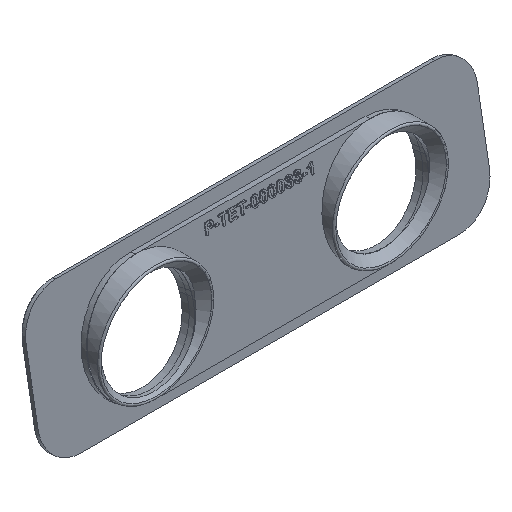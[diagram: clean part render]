
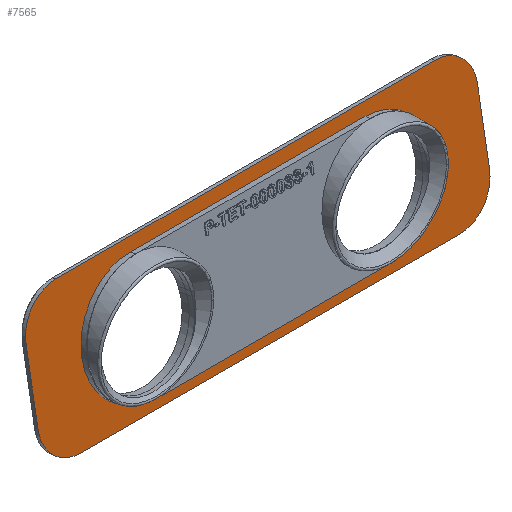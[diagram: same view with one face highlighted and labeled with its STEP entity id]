
A CAD part, isometric view. The second image highlights one B-rep face of the part: STEP entity #7565.
In plain terms, the highlighted planar face has unit normal (0, -0.985, 0.174).
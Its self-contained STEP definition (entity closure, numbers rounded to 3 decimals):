
#376=FACE_BOUND('',#1951,.T.);
#1111=PLANE('',#7717);
#1515=FACE_OUTER_BOUND('',#1950,.T.);
#1950=EDGE_LOOP('',(#7098,#7099,#7100,#7101,#7102,#7103,#7104,#7105));
#1951=EDGE_LOOP('',(#7106,#7107,#7108,#7109));
#1972=CIRCLE('',#7610,10.);
#1973=CIRCLE('',#7613,10.);
#1988=CIRCLE('',#7713,16.2);
#1989=CIRCLE('',#7716,16.2);
#1990=CIRCLE('',#7718,10.);
#1991=CIRCLE('',#7719,10.);
#2009=LINE('',#8505,#2471);
#2013=LINE('',#8514,#2475);
#2443=LINE('',#16464,#2905);
#2447=LINE('',#16473,#2909);
#2449=LINE('',#16479,#2911);
#2450=LINE('',#16483,#2912);
#2471=VECTOR('',#7777,10.);
#2475=VECTOR('',#7787,10.);
#2905=VECTOR('',#8417,10.);
#2909=VECTOR('',#8427,10.);
#2911=VECTOR('',#8435,10.);
#2912=VECTOR('',#8438,10.);
#2932=VERTEX_POINT('',#8502);
#2933=VERTEX_POINT('',#8504);
#2934=VERTEX_POINT('',#8508);
#2935=VERTEX_POINT('',#8512);
#2936=VERTEX_POINT('',#8516);
#3674=VERTEX_POINT('',#16462);
#3675=VERTEX_POINT('',#16463);
#3676=VERTEX_POINT('',#16468);
#3677=VERTEX_POINT('',#16472);
#3678=VERTEX_POINT('',#16478);
#3679=VERTEX_POINT('',#16480);
#3680=VERTEX_POINT('',#16482);
#3706=EDGE_CURVE('',#2932,#2933,#2009,.T.);
#3709=EDGE_CURVE('',#2934,#2932,#1972,.T.);
#3711=EDGE_CURVE('',#2935,#2934,#2013,.T.);
#3713=EDGE_CURVE('',#2936,#2935,#1973,.T.);
#4817=EDGE_CURVE('',#3674,#3675,#2443,.T.);
#4820=EDGE_CURVE('',#3675,#3676,#1988,.T.);
#4822=EDGE_CURVE('',#3676,#3677,#2447,.T.);
#4824=EDGE_CURVE('',#3677,#3674,#1989,.T.);
#4825=EDGE_CURVE('',#3678,#2936,#2449,.T.);
#4826=EDGE_CURVE('',#3679,#3678,#1990,.T.);
#4827=EDGE_CURVE('',#3680,#3679,#2450,.T.);
#4828=EDGE_CURVE('',#2933,#3680,#1991,.T.);
#7098=ORIENTED_EDGE('',*,*,#3709,.F.);
#7099=ORIENTED_EDGE('',*,*,#3711,.F.);
#7100=ORIENTED_EDGE('',*,*,#3713,.F.);
#7101=ORIENTED_EDGE('',*,*,#4825,.F.);
#7102=ORIENTED_EDGE('',*,*,#4826,.F.);
#7103=ORIENTED_EDGE('',*,*,#4827,.F.);
#7104=ORIENTED_EDGE('',*,*,#4828,.F.);
#7105=ORIENTED_EDGE('',*,*,#3706,.F.);
#7106=ORIENTED_EDGE('',*,*,#4817,.T.);
#7107=ORIENTED_EDGE('',*,*,#4820,.T.);
#7108=ORIENTED_EDGE('',*,*,#4822,.T.);
#7109=ORIENTED_EDGE('',*,*,#4824,.T.);
#7565=ADVANCED_FACE('',(#1515,#376),#1111,.F.);
#7610=AXIS2_PLACEMENT_3D('',#8510,#7782,#7783);
#7613=AXIS2_PLACEMENT_3D('',#8518,#7791,#7792);
#7713=AXIS2_PLACEMENT_3D('',#16469,#8422,#8423);
#7716=AXIS2_PLACEMENT_3D('',#16476,#8431,#8432);
#7717=AXIS2_PLACEMENT_3D('',#16477,#8433,#8434);
#7718=AXIS2_PLACEMENT_3D('',#16481,#8436,#8437);
#7719=AXIS2_PLACEMENT_3D('',#16484,#8439,#8440);
#7777=DIRECTION('',(-1.,0.,0.));
#7782=DIRECTION('center_axis',(0.,0.985,-0.174));
#7783=DIRECTION('ref_axis',(0.707,-0.123,-0.696));
#7787=DIRECTION('',(0.,-0.174,-0.985));
#7791=DIRECTION('center_axis',(0.,0.985,-0.174));
#7792=DIRECTION('ref_axis',(0.707,0.123,0.696));
#8417=DIRECTION('',(1.,0.,0.));
#8422=DIRECTION('center_axis',(0.,0.985,-0.174));
#8423=DIRECTION('ref_axis',(0.,-0.174,-0.985));
#8427=DIRECTION('',(-1.,0.,0.));
#8431=DIRECTION('center_axis',(0.,0.985,-0.174));
#8432=DIRECTION('ref_axis',(0.,0.174,0.985));
#8433=DIRECTION('center_axis',(0.,0.985,-0.174));
#8434=DIRECTION('ref_axis',(-1.,0.,0.));
#8435=DIRECTION('',(1.,0.,0.));
#8436=DIRECTION('center_axis',(0.,0.985,-0.174));
#8437=DIRECTION('ref_axis',(-0.707,0.123,0.696));
#8438=DIRECTION('',(0.,0.174,0.985));
#8439=DIRECTION('center_axis',(0.,0.985,-0.174));
#8440=DIRECTION('ref_axis',(-0.707,-0.123,-0.696));
#8502=CARTESIAN_POINT('',(110.,165.584,-41.691));
#8504=CARTESIAN_POINT('',(5.,165.584,-41.691));
#8505=CARTESIAN_POINT('',(120.,165.584,-41.691));
#8508=CARTESIAN_POINT('',(120.,167.32,-31.843));
#8510=CARTESIAN_POINT('Origin',(110.,167.32,-31.843));
#8512=CARTESIAN_POINT('',(120.,170.619,-13.131));
#8514=CARTESIAN_POINT('',(120.,172.356,-3.283));
#8516=CARTESIAN_POINT('',(110.,172.356,-3.283));
#8518=CARTESIAN_POINT('Origin',(110.,170.619,-13.131));
#16462=CARTESIAN_POINT('',(25.,171.783,-6.533));
#16463=CARTESIAN_POINT('',(90.,171.783,-6.533));
#16464=CARTESIAN_POINT('',(73.75,171.783,-6.533));
#16468=CARTESIAN_POINT('',(90.,166.157,-38.441));
#16469=CARTESIAN_POINT('Origin',(90.,168.97,-22.487));
#16472=CARTESIAN_POINT('',(25.,166.157,-38.441));
#16473=CARTESIAN_POINT('',(41.25,166.157,-38.441));
#16476=CARTESIAN_POINT('Origin',(25.,168.97,-22.487));
#16477=CARTESIAN_POINT('Origin',(57.5,168.97,-22.487));
#16478=CARTESIAN_POINT('',(5.,172.356,-3.283));
#16479=CARTESIAN_POINT('',(-5.,172.356,-3.283));
#16480=CARTESIAN_POINT('',(-5.,170.619,-13.131));
#16481=CARTESIAN_POINT('Origin',(5.,170.619,-13.131));
#16482=CARTESIAN_POINT('',(-5.,167.32,-31.843));
#16483=CARTESIAN_POINT('',(-5.,165.584,-41.691));
#16484=CARTESIAN_POINT('Origin',(5.,167.32,-31.843));
